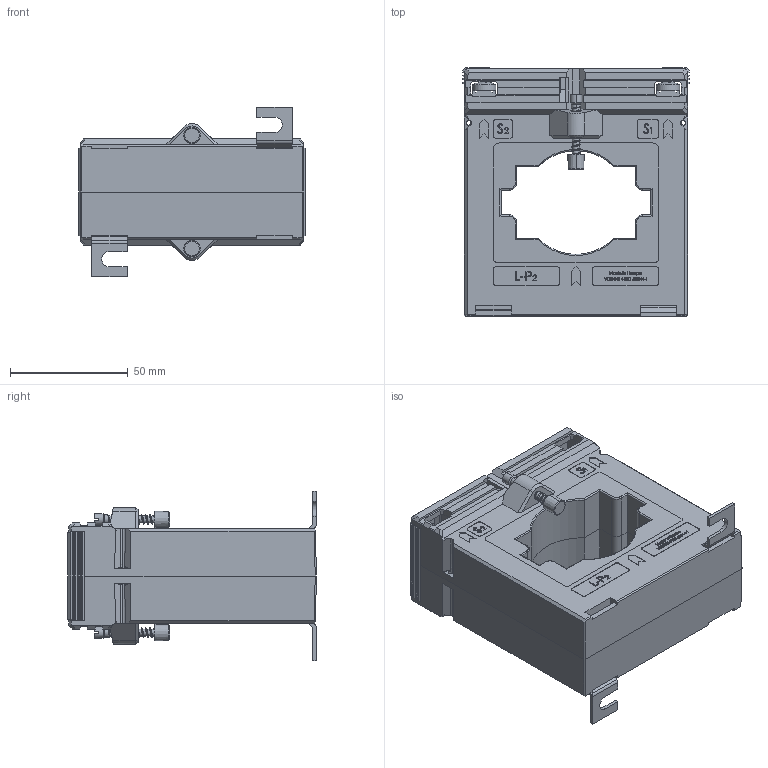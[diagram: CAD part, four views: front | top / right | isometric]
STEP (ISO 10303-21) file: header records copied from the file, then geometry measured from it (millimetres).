
FILE_DESCRIPTION (( 'STEP AP214' ), '1' );
FILE_NAME ('ASK61_4_kpl.STEP', '2011-12-08T08:55:12', ( ' ' ), ( '' ), 'SwSTEP 2.0', 'SolidWorks 2010', '' );
FILE_SCHEMA (( 'AUTOMOTIVE_DESIGN' ));
Length unit declared in the file: millimetre
Products named in the file (9): ASK61_4_kpl; Fusswinkel_1,5; ASK61_4_11; ASK61_4_11_Gehäuseoberteil; Isolierschutzkappe; Plastite_Schraube_30_mit-Gewinde; Verschlussklappe_38mm; Linsenschraube DIN 7985 4.8 VZ M 5 x 10; MBS_WN-003_04_Klemme_WN-003_02
Assembly tree (16 placements, depth 2):
  ASK61_4_kpl
    MBS_WN-003_04_Klemme_WN-003_02  x2
    Fusswinkel_1,5  x2
    Isolierschutzkappe  x2
    Linsenschraube DIN 7985 4.8 VZ M 5 x 10  x4
    Verschlussklappe_38mm  x2
    Plastite_Schraube_30_mit-Gewinde  x2
    ASK61_4_11_Gehäuseoberteil
    ASK61_4_11
Bounding box: 96 x 105.5 x 72 mm (x, y, z)
Volume: 308000.7 mm3; surface area: 72297.9 mm2
Topology: 16 solids, 16 shells, 1910 faces, 4984 edges, 3228 vertices
Faces by surface type: plane 1266, bspline 320, cylinder 210, cone 78, torus 20, sphere 16
Entity records: 70286 total; most frequent: CARTESIAN_POINT 31618, ORIENTED_EDGE 8660, DIRECTION 6489, EDGE_CURVE 4330, VECTOR 3241, LINE 3241, VERTEX_POINT 2838, EDGE_LOOP 1782
